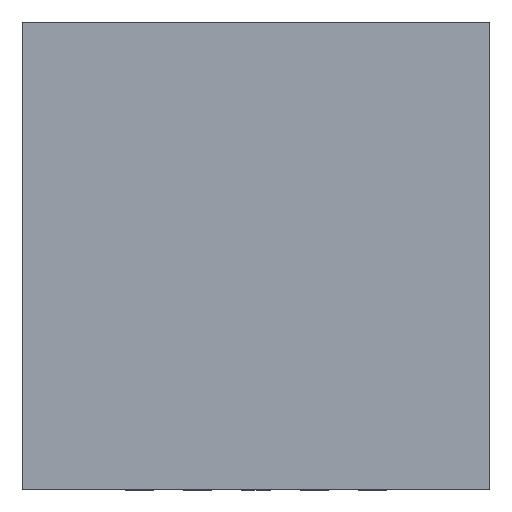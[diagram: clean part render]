
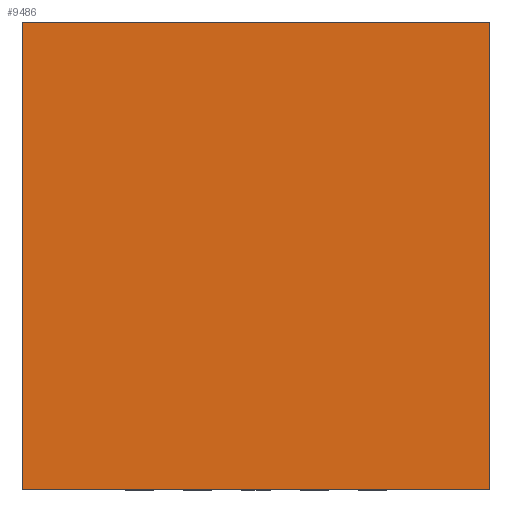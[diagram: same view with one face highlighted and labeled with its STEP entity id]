
A CAD part, top view. The second image highlights one B-rep face of the part: STEP entity #9486.
In plain terms, the highlighted face is planar.
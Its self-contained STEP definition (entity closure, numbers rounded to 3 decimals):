
#7257=DIRECTION('',(0.,0.,1.));
#7258=VECTOR('',#7257,4.);
#7259=CARTESIAN_POINT('',(-2.,0.975,-2.));
#7260=LINE('',#7259,#7258);
#7264=DIRECTION('',(-1.,0.,0.));
#7265=VECTOR('',#7264,4.);
#7266=CARTESIAN_POINT('',(2.,0.975,-2.));
#7267=LINE('',#7266,#7265);
#7271=DIRECTION('',(0.,0.,-1.));
#7272=VECTOR('',#7271,4.);
#7273=CARTESIAN_POINT('',(2.,0.975,2.));
#7274=LINE('',#7273,#7272);
#7278=DIRECTION('',(1.,0.,0.));
#7279=VECTOR('',#7278,4.);
#7280=CARTESIAN_POINT('',(-2.,0.975,2.));
#7281=LINE('',#7280,#7279);
#7923=CARTESIAN_POINT('',(-2.,0.975,-2.));
#7924=CARTESIAN_POINT('',(-2.,0.975,2.));
#7925=VERTEX_POINT('',#7923);
#7926=VERTEX_POINT('',#7924);
#7927=CARTESIAN_POINT('',(2.,0.975,2.));
#7928=VERTEX_POINT('',#7927);
#7929=CARTESIAN_POINT('',(2.,0.975,-2.));
#7930=VERTEX_POINT('',#7929);
#9475=CARTESIAN_POINT('',(0.,0.975,0.));
#9476=DIRECTION('',(0.,1.,0.));
#9477=DIRECTION('',(1.,0.,0.));
#9478=AXIS2_PLACEMENT_3D('',#9475,#9476,#9477);
#9479=PLANE('',#9478);
#9480=ORIENTED_EDGE('',*,*,#8617,.F.);
#9481=ORIENTED_EDGE('',*,*,#8728,.F.);
#9482=ORIENTED_EDGE('',*,*,#9060,.F.);
#9483=ORIENTED_EDGE('',*,*,#9363,.F.);
#9484=EDGE_LOOP('',(#9480,#9481,#9482,#9483));
#9485=FACE_OUTER_BOUND('',#9484,.F.);
#9486=ADVANCED_FACE('',(#9485),#9479,.T.);
#8617=EDGE_CURVE('',#7925,#7926,#7260,.T.);
#8728=EDGE_CURVE('',#7930,#7925,#7267,.T.);
#9060=EDGE_CURVE('',#7928,#7930,#7274,.T.);
#9363=EDGE_CURVE('',#7926,#7928,#7281,.T.);
